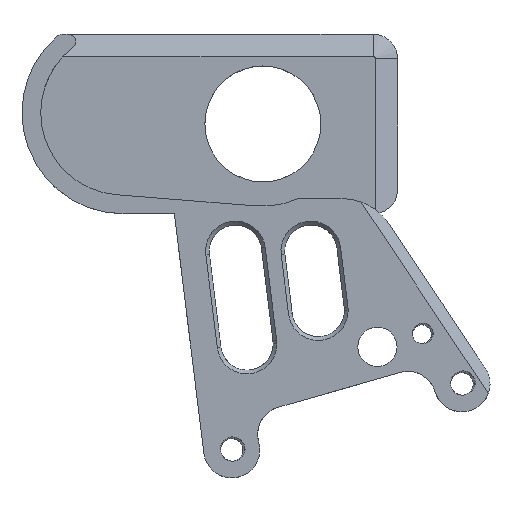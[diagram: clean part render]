
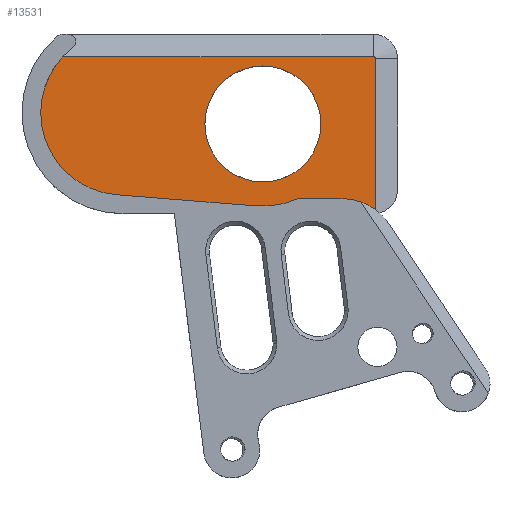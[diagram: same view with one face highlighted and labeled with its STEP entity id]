
A CAD part, top view. The second image highlights one B-rep face of the part: STEP entity #13531.
In plain terms, the highlighted planar face has unit normal (0, 0, 1).
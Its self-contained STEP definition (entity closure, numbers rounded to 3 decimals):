
#9 = DIRECTION ( 'NONE',  ( 1., 0., 0. ) ) ;
#333 = DIRECTION ( 'NONE',  ( 1., 0., 0. ) ) ;
#742 = VERTEX_POINT ( 'NONE', #15088 ) ;
#810 = AXIS2_PLACEMENT_3D ( 'NONE', #1154, #4880, #6553 ) ;
#1154 = CARTESIAN_POINT ( 'NONE',  ( 0., 0., 13.5 ) ) ;
#1255 = VERTEX_POINT ( 'NONE', #23730 ) ;
#2390 = EDGE_CURVE ( 'NONE', #12387, #20299, #25067, .T. ) ;
#2804 = AXIS2_PLACEMENT_3D ( 'NONE', #8415, #8539, #333 ) ;
#3555 = DIRECTION ( 'NONE',  ( 0., 0., -1. ) ) ;
#3724 = DIRECTION ( 'NONE',  ( -1., 0., 0. ) ) ;
#4025 = VECTOR ( 'NONE', #15875, 1000. ) ;
#4216 = CIRCLE ( 'NONE', #10996, 15. ) ;
#4267 = EDGE_CURVE ( 'NONE', #17075, #4438, #11946, .T. ) ;
#4438 = VERTEX_POINT ( 'NONE', #14432 ) ;
#4880 = DIRECTION ( 'NONE',  ( 0., 0., 1. ) ) ;
#5109 = EDGE_LOOP ( 'NONE', ( #21793, #23280, #9054, #8964, #12388, #7938, #14706, #15249, #23752 ) ) ;
#5591 = CIRCLE ( 'NONE', #22090, 22. ) ;
#6167 = DIRECTION ( 'NONE',  ( 0., 0., 1. ) ) ;
#6465 = ORIENTED_EDGE ( 'NONE', *, *, #2390, .F. ) ;
#6478 = DIRECTION ( 'NONE',  ( 0., 1., 0. ) ) ;
#6553 = DIRECTION ( 'NONE',  ( 1., 0., 0. ) ) ;
#6636 = CARTESIAN_POINT ( 'NONE',  ( 29.165, -20., 13.5 ) ) ;
#6778 = CARTESIAN_POINT ( 'NONE',  ( 30., 17.5, 13.5 ) ) ;
#6905 = VERTEX_POINT ( 'NONE', #18912 ) ;
#7346 = DIRECTION ( 'NONE',  ( 0., 0., -1. ) ) ;
#7399 = AXIS2_PLACEMENT_3D ( 'NONE', #18069, #6167, #9 ) ;
#7938 = ORIENTED_EDGE ( 'NONE', *, *, #25018, .F. ) ;
#8231 = LINE ( 'NONE', #15751, #4025 ) ;
#8272 = EDGE_CURVE ( 'NONE', #6905, #13439, #4216, .T. ) ;
#8312 = CARTESIAN_POINT ( 'NONE',  ( 29.5, -17.5, 13.5 ) ) ;
#8415 = CARTESIAN_POINT ( 'NONE',  ( 0., 0., 13.5 ) ) ;
#8539 = DIRECTION ( 'NONE',  ( 0., 0., 1. ) ) ;
#8815 = LINE ( 'NONE', #6636, #22635 ) ;
#8964 = ORIENTED_EDGE ( 'NONE', *, *, #9962, .F. ) ;
#8978 = CARTESIAN_POINT ( 'NONE',  ( 9.165, -20., 13.5 ) ) ;
#9054 = ORIENTED_EDGE ( 'NONE', *, *, #17938, .F. ) ;
#9464 = CIRCLE ( 'NONE', #810, 15.5 ) ;
#9843 = CARTESIAN_POINT ( 'NONE',  ( -15.5, 0., 13.5 ) ) ;
#9962 = EDGE_CURVE ( 'NONE', #10635, #1255, #24647, .T. ) ;
#10261 = DIRECTION ( 'NONE',  ( 0., 0., 1. ) ) ;
#10635 = VERTEX_POINT ( 'NONE', #22059 ) ;
#10697 = EDGE_CURVE ( 'NONE', #11222, #10635, #8231, .T. ) ;
#10742 = CARTESIAN_POINT ( 'NONE',  ( 30., 17.5, 13.5 ) ) ;
#10913 = DIRECTION ( 'NONE',  ( 1., 0., 0. ) ) ;
#10960 = EDGE_LOOP ( 'NONE', ( #6465, #22611 ) ) ;
#10996 = AXIS2_PLACEMENT_3D ( 'NONE', #11734, #18160, #15486 ) ;
#11222 = VERTEX_POINT ( 'NONE', #21594 ) ;
#11507 = VECTOR ( 'NONE', #6478, 1000. ) ;
#11734 = CARTESIAN_POINT ( 'NONE',  ( 21.149, -35., 13.5 ) ) ;
#11946 = CIRCLE ( 'NONE', #7399, 0.5 ) ;
#12089 = FACE_BOUND ( 'NONE', #10960, .T. ) ;
#12333 = PLANE ( 'NONE',  #19752 ) ;
#12387 = VERTEX_POINT ( 'NONE', #9843 ) ;
#12388 = ORIENTED_EDGE ( 'NONE', *, *, #10697, .F. ) ;
#13097 = VECTOR ( 'NONE', #3724, 1000. ) ;
#13156 = VERTEX_POINT ( 'NONE', #8978 ) ;
#13439 = VERTEX_POINT ( 'NONE', #16468 ) ;
#13531 = ADVANCED_FACE ( 'NONE', ( #16212, #12089 ), #12333, .T. ) ;
#14432 = CARTESIAN_POINT ( 'NONE',  ( 29.5, 18., 13.5 ) ) ;
#14706 = ORIENTED_EDGE ( 'NONE', *, *, #22524, .F. ) ;
#14960 = LINE ( 'NONE', #23344, #13097 ) ;
#15088 = CARTESIAN_POINT ( 'NONE',  ( -53.473, 18., 13.5 ) ) ;
#15249 = ORIENTED_EDGE ( 'NONE', *, *, #8272, .T. ) ;
#15486 = DIRECTION ( 'NONE',  ( 1., 0., 0. ) ) ;
#15751 = CARTESIAN_POINT ( 'NONE',  ( -1.76, -21.929, 13.5 ) ) ;
#15875 = DIRECTION ( 'NONE',  ( -0.997, 0.08, 0. ) ) ;
#16212 = FACE_OUTER_BOUND ( 'NONE', #5109, .T. ) ;
#16443 = LINE ( 'NONE', #10742, #11507 ) ;
#16468 = CARTESIAN_POINT ( 'NONE',  ( 30., -22.889, 13.5 ) ) ;
#16498 = CIRCLE ( 'NONE', #17756, 22. ) ;
#16711 = EDGE_CURVE ( 'NONE', #4438, #742, #14960, .T. ) ;
#16727 = DIRECTION ( 'NONE',  ( -1., 0., 0. ) ) ;
#16834 = AXIS2_PLACEMENT_3D ( 'NONE', #25164, #7346, #23236 ) ;
#17075 = VERTEX_POINT ( 'NONE', #6778 ) ;
#17756 = AXIS2_PLACEMENT_3D ( 'NONE', #22789, #3555, #10913 ) ;
#17938 = EDGE_CURVE ( 'NONE', #1255, #742, #5591, .T. ) ;
#18069 = CARTESIAN_POINT ( 'NONE',  ( 29.5, 17.5, 13.5 ) ) ;
#18160 = DIRECTION ( 'NONE',  ( 0., 0., -1. ) ) ;
#18161 = DIRECTION ( 'NONE',  ( 1., 0., 0. ) ) ;
#18910 = DIRECTION ( 'NONE',  ( 1., 0., 0. ) ) ;
#18912 = CARTESIAN_POINT ( 'NONE',  ( 21.149, -20., 13.5 ) ) ;
#19752 = AXIS2_PLACEMENT_3D ( 'NONE', #8312, #10261, #18161 ) ;
#20299 = VERTEX_POINT ( 'NONE', #24453 ) ;
#20838 = CARTESIAN_POINT ( 'NONE',  ( -37.38, 3., 13.5 ) ) ;
#20923 = EDGE_CURVE ( 'NONE', #13439, #17075, #16443, .T. ) ;
#21098 = DIRECTION ( 'NONE',  ( 0., 0., -1. ) ) ;
#21594 = CARTESIAN_POINT ( 'NONE',  ( -1.76, -21.929, 13.5 ) ) ;
#21793 = ORIENTED_EDGE ( 'NONE', *, *, #4267, .T. ) ;
#22059 = CARTESIAN_POINT ( 'NONE',  ( -39.14, -18.929, 13.5 ) ) ;
#22090 = AXIS2_PLACEMENT_3D ( 'NONE', #20838, #21098, #18910 ) ;
#22524 = EDGE_CURVE ( 'NONE', #6905, #13156, #8815, .T. ) ;
#22611 = ORIENTED_EDGE ( 'NONE', *, *, #24080, .F. ) ;
#22635 = VECTOR ( 'NONE', #16727, 1000. ) ;
#22789 = CARTESIAN_POINT ( 'NONE',  ( 0., 0., 13.5 ) ) ;
#23236 = DIRECTION ( 'NONE',  ( 1., 0., 0. ) ) ;
#23280 = ORIENTED_EDGE ( 'NONE', *, *, #16711, .T. ) ;
#23344 = CARTESIAN_POINT ( 'NONE',  ( -52.043, 18., 13.5 ) ) ;
#23730 = CARTESIAN_POINT ( 'NONE',  ( -59.38, 3., 13.5 ) ) ;
#23752 = ORIENTED_EDGE ( 'NONE', *, *, #20923, .T. ) ;
#24080 = EDGE_CURVE ( 'NONE', #20299, #12387, #9464, .T. ) ;
#24453 = CARTESIAN_POINT ( 'NONE',  ( 15.5, 0., 13.5 ) ) ;
#24647 = CIRCLE ( 'NONE', #16834, 22. ) ;
#25018 = EDGE_CURVE ( 'NONE', #13156, #11222, #16498, .T. ) ;
#25067 = CIRCLE ( 'NONE', #2804, 15.5 ) ;
#25164 = CARTESIAN_POINT ( 'NONE',  ( -37.38, 3., 13.5 ) ) ;
